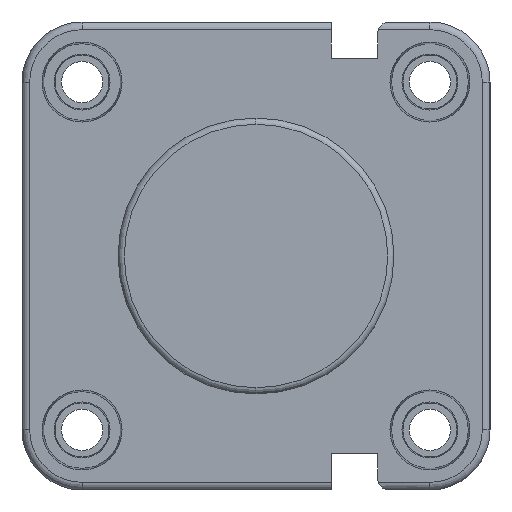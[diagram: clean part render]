
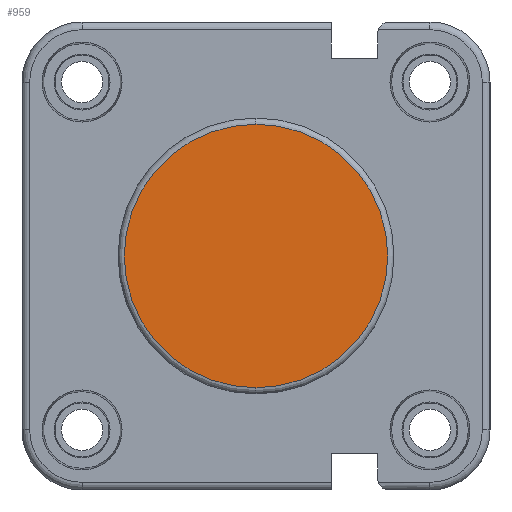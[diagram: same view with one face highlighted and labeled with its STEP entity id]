
A CAD part, left-side view. The second image highlights one B-rep face of the part: STEP entity #959.
In plain terms, the highlighted planar face has unit normal (-1, 0, 0).
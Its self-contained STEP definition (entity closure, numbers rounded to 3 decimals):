
#689 = ORIENTED_EDGE ( 'NONE', *, *, #14765, .T. ) ;
#959 = ADVANCED_FACE ( 'NONE', ( #17793 ), #14971, .T. ) ;
#1160 = DIRECTION ( 'NONE',  ( -1., 0., 0. ) ) ;
#1653 = EDGE_LOOP ( 'NONE', ( #689, #17002 ) ) ;
#2593 = VERTEX_POINT ( 'NONE', #15692 ) ;
#2948 = CIRCLE ( 'NONE', #17762, 21.4 ) ;
#4336 = CARTESIAN_POINT ( 'NONE',  ( 0., 0., 0. ) ) ;
#7157 = DIRECTION ( 'NONE',  ( 0., 0., 1. ) ) ;
#9558 = EDGE_CURVE ( 'NONE', #19299, #2593, #2948, .T. ) ;
#9632 = DIRECTION ( 'NONE',  ( -1., 0., 0. ) ) ;
#10584 = DIRECTION ( 'NONE',  ( 0., 0., 1. ) ) ;
#10752 = AXIS2_PLACEMENT_3D ( 'NONE', #12586, #9632, #11039 ) ;
#11039 = DIRECTION ( 'NONE',  ( 0., 0., 1. ) ) ;
#11811 = CIRCLE ( 'NONE', #10752, 21.4 ) ;
#12193 = CARTESIAN_POINT ( 'NONE',  ( 0., 0., 0. ) ) ;
#12586 = CARTESIAN_POINT ( 'NONE',  ( 0., 0., 0. ) ) ;
#13809 = DIRECTION ( 'NONE',  ( -1., 0., 0. ) ) ;
#14765 = EDGE_CURVE ( 'NONE', #2593, #19299, #11811, .T. ) ;
#14971 = PLANE ( 'NONE',  #15704 ) ;
#15692 = CARTESIAN_POINT ( 'NONE',  ( 0., 0., 21.4 ) ) ;
#15704 = AXIS2_PLACEMENT_3D ( 'NONE', #4336, #1160, #7157 ) ;
#17002 = ORIENTED_EDGE ( 'NONE', *, *, #9558, .T. ) ;
#17762 = AXIS2_PLACEMENT_3D ( 'NONE', #12193, #13809, #10584 ) ;
#17793 = FACE_OUTER_BOUND ( 'NONE', #1653, .T. ) ;
#18861 = CARTESIAN_POINT ( 'NONE',  ( 0., 0., -21.4 ) ) ;
#19299 = VERTEX_POINT ( 'NONE', #18861 ) ;
